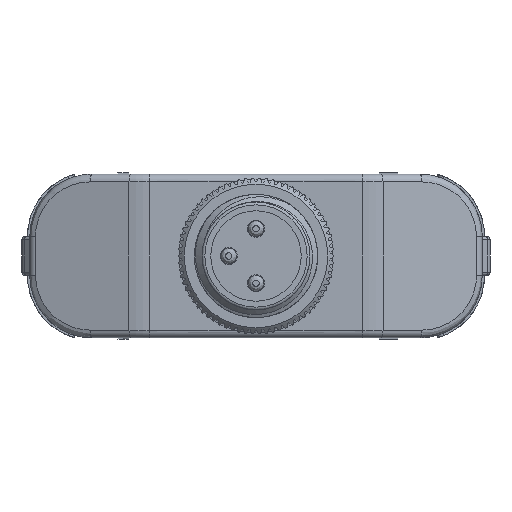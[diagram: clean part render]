
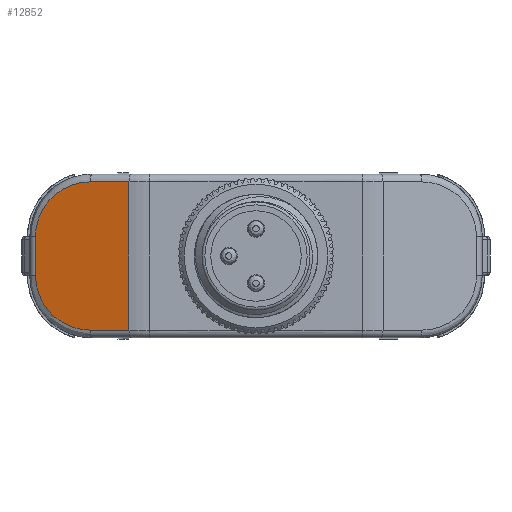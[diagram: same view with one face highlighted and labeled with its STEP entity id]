
A CAD part, left-side view. The second image highlights one B-rep face of the part: STEP entity #12852.
In plain terms, the highlighted planar face has unit normal (-0.965, 0.262, 0).
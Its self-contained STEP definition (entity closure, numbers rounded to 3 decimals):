
#94=ELLIPSE('',#46953,3.626,3.5);
#95=ELLIPSE('',#46954,3.626,3.5);
#473=LINE('',#66225,#3866);
#474=LINE('',#66228,#3867);
#475=LINE('',#66232,#3868);
#476=LINE('',#66236,#3869);
#3866=VECTOR('',#51655,1.);
#3867=VECTOR('',#51656,1.);
#3868=VECTOR('',#51659,1.);
#3869=VECTOR('',#51662,1.);
#10389=FACE_OUTER_BOUND('',#17390,.T.);
#12852=ADVANCED_FACE('',(#10389),#15277,.F.);
#15277=PLANE('',#46955);
#17390=EDGE_LOOP('',(#21708,#21709,#21710,#21711,#21712,#21713));
#21708=ORIENTED_EDGE('',*,*,#39275,.T.);
#21709=ORIENTED_EDGE('',*,*,#39276,.T.);
#21710=ORIENTED_EDGE('',*,*,#39277,.T.);
#21711=ORIENTED_EDGE('',*,*,#39278,.T.);
#21712=ORIENTED_EDGE('',*,*,#39279,.T.);
#21713=ORIENTED_EDGE('',*,*,#39280,.T.);
#34403=VERTEX_POINT('',#66226);
#34404=VERTEX_POINT('',#66227);
#34405=VERTEX_POINT('',#66229);
#34406=VERTEX_POINT('',#66231);
#34407=VERTEX_POINT('',#66233);
#34408=VERTEX_POINT('',#66235);
#39275=EDGE_CURVE('',#34403,#34404,#473,.T.);
#39276=EDGE_CURVE('',#34404,#34405,#474,.T.);
#39277=EDGE_CURVE('',#34405,#34406,#94,.T.);
#39278=EDGE_CURVE('',#34406,#34407,#475,.T.);
#39279=EDGE_CURVE('',#34407,#34408,#95,.T.);
#39280=EDGE_CURVE('',#34408,#34403,#476,.T.);
#46953=AXIS2_PLACEMENT_3D('',#66230,#51657,#51658);
#46954=AXIS2_PLACEMENT_3D('',#66234,#51660,#51661);
#46955=AXIS2_PLACEMENT_3D('',#66237,#51663,#51664);
#51655=DIRECTION('',(0.,0.,1.));
#51656=DIRECTION('',(0.262,0.965,0.));
#51657=DIRECTION('',(-0.965,0.262,0.));
#51658=DIRECTION('',(0.262,0.965,0.));
#51659=DIRECTION('',(0.,0.,-1.));
#51660=DIRECTION('',(-0.965,0.262,0.));
#51661=DIRECTION('',(-0.262,-0.965,0.));
#51662=DIRECTION('',(-0.262,-0.965,0.));
#51663=DIRECTION('',(0.965,-0.262,0.));
#51664=DIRECTION('',(0.262,0.965,0.));
#66225=CARTESIAN_POINT('',(14.374,8.143,-5.25));
#66226=CARTESIAN_POINT('',(14.374,8.143,-4.75));
#66227=CARTESIAN_POINT('',(14.374,8.143,4.75));
#66228=CARTESIAN_POINT('',(14.887,10.034,4.75));
#66229=CARTESIAN_POINT('',(15.049,10.631,4.75));
#66230=CARTESIAN_POINT('',(15.049,10.631,1.25));
#66231=CARTESIAN_POINT('',(15.999,14.131,1.25));
#66232=CARTESIAN_POINT('',(15.999,14.131,-5.25));
#66233=CARTESIAN_POINT('',(15.999,14.131,-1.25));
#66234=CARTESIAN_POINT('',(15.049,10.631,-1.25));
#66235=CARTESIAN_POINT('',(15.049,10.631,-4.75));
#66236=CARTESIAN_POINT('',(15.972,14.034,-4.75));
#66237=CARTESIAN_POINT('',(16.099,14.5,-5.25));
